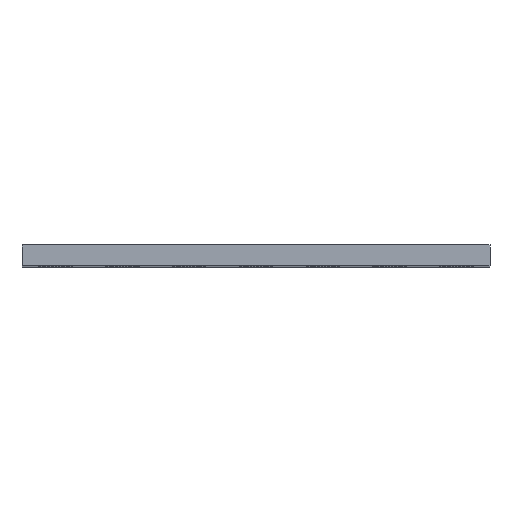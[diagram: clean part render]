
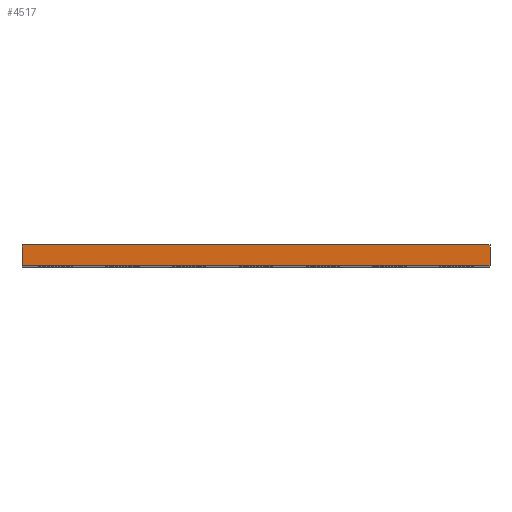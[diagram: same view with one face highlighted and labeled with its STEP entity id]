
A CAD part, top view. The second image highlights one B-rep face of the part: STEP entity #4517.
In plain terms, the highlighted planar face has unit normal (0, 0, 1).
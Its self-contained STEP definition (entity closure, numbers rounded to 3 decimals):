
#3 = CARTESIAN_POINT ( 'NONE',  ( -4., 2.5, 84. ) ) ;
#49 = VECTOR ( 'NONE', #2050, 1000. ) ;
#240 = ORIENTED_EDGE ( 'NONE', *, *, #2831, .T. ) ;
#858 = EDGE_CURVE ( 'NONE', #5678, #2879, #2814, .T. ) ;
#1014 = CARTESIAN_POINT ( 'NONE',  ( 52., 0., 84. ) ) ;
#1193 = LINE ( 'NONE', #1420, #5051 ) ;
#1420 = CARTESIAN_POINT ( 'NONE',  ( -4., 0., 84. ) ) ;
#1990 = ORIENTED_EDGE ( 'NONE', *, *, #2402, .F. ) ;
#2002 = FACE_OUTER_BOUND ( 'NONE', #3396, .T. ) ;
#2012 = ORIENTED_EDGE ( 'NONE', *, *, #858, .T. ) ;
#2050 = DIRECTION ( 'NONE',  ( 0., -1., 0. ) ) ;
#2402 = EDGE_CURVE ( 'NONE', #3150, #2976, #2681, .T. ) ;
#2681 = LINE ( 'NONE', #5683, #49 ) ;
#2814 = LINE ( 'NONE', #2907, #3088 ) ;
#2826 = EDGE_CURVE ( 'NONE', #5678, #3150, #5762, .T. ) ;
#2831 = EDGE_CURVE ( 'NONE', #2879, #2976, #1193, .T. ) ;
#2879 = VERTEX_POINT ( 'NONE', #4996 ) ;
#2899 = VECTOR ( 'NONE', #5453, 1000. ) ;
#2907 = CARTESIAN_POINT ( 'NONE',  ( -4., 2.5, 84. ) ) ;
#2976 = VERTEX_POINT ( 'NONE', #1014 ) ;
#3088 = VECTOR ( 'NONE', #5167, 1000. ) ;
#3150 = VERTEX_POINT ( 'NONE', #3820 ) ;
#3396 = EDGE_LOOP ( 'NONE', ( #240, #1990, #3745, #2012 ) ) ;
#3511 = AXIS2_PLACEMENT_3D ( 'NONE', #4121, #3701, #5062 ) ;
#3678 = PLANE ( 'NONE',  #3511 ) ;
#3701 = DIRECTION ( 'NONE',  ( 0., 0., -1. ) ) ;
#3702 = DIRECTION ( 'NONE',  ( 1., 0., 0. ) ) ;
#3745 = ORIENTED_EDGE ( 'NONE', *, *, #2826, .F. ) ;
#3820 = CARTESIAN_POINT ( 'NONE',  ( 52., 2.5, 84. ) ) ;
#4121 = CARTESIAN_POINT ( 'NONE',  ( -4., 2.5, 84. ) ) ;
#4517 = ADVANCED_FACE ( 'NONE', ( #2002 ), #3678, .F. ) ;
#4996 = CARTESIAN_POINT ( 'NONE',  ( -4., 0., 84. ) ) ;
#5051 = VECTOR ( 'NONE', #3702, 1000. ) ;
#5062 = DIRECTION ( 'NONE',  ( -1., 0., 0. ) ) ;
#5167 = DIRECTION ( 'NONE',  ( 0., -1., 0. ) ) ;
#5453 = DIRECTION ( 'NONE',  ( 1., 0., 0. ) ) ;
#5678 = VERTEX_POINT ( 'NONE', #5848 ) ;
#5683 = CARTESIAN_POINT ( 'NONE',  ( 52., 2.5, 84. ) ) ;
#5762 = LINE ( 'NONE', #3, #2899 ) ;
#5848 = CARTESIAN_POINT ( 'NONE',  ( -4., 2.5, 84. ) ) ;
